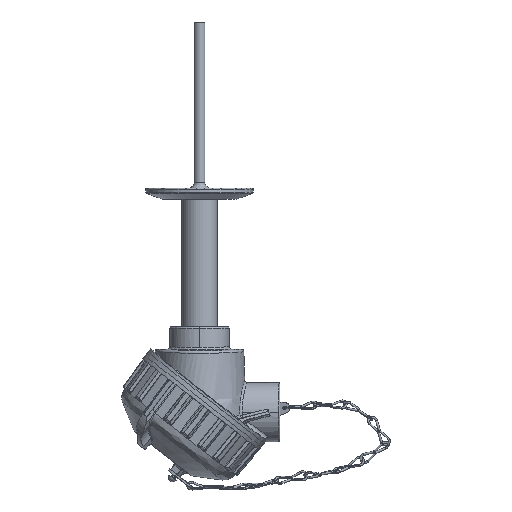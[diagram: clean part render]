
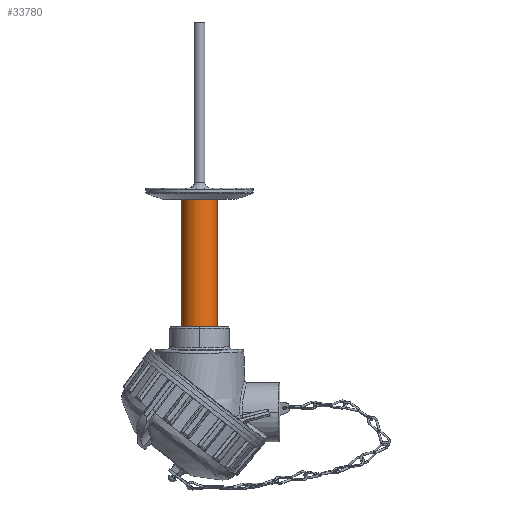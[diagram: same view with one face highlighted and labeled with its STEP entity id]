
A CAD part, left-side view. The second image highlights one B-rep face of the part: STEP entity #33780.
In plain terms, the highlighted cylindrical face has radius 10.389 mm (diameter 20.777 mm), a partial arc.
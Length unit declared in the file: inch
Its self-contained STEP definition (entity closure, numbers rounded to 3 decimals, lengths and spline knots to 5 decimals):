
#394 = LINE ( 'NONE', #15367, #63317 ) ;
#2215 = VERTEX_POINT ( 'NONE', #57573 ) ;
#3159 = EDGE_CURVE ( 'NONE', #36014, #15953, #394, .T. ) ;
#6813 = EDGE_LOOP ( 'NONE', ( #16272, #28791, #23539, #12613, #13518 ) ) ;
#8231 = DIRECTION ( 'NONE',  ( 0., 0., -1. ) ) ;
#9212 = AXIS2_PLACEMENT_3D ( 'NONE', #30227, #8231, #67442 ) ;
#10467 = EDGE_CURVE ( 'NONE', #2215, #60010, #63272, .T. ) ;
#12613 = ORIENTED_EDGE ( 'NONE', *, *, #3159, .T. ) ;
#13126 = VERTEX_POINT ( 'NONE', #46339 ) ;
#13518 = ORIENTED_EDGE ( 'NONE', *, *, #63535, .T. ) ;
#14782 = CIRCLE ( 'NONE', #9212, 0.409 ) ;
#15367 = CARTESIAN_POINT ( 'NONE',  ( 0., -0.409, -1.805 ) ) ;
#15953 = VERTEX_POINT ( 'NONE', #65977 ) ;
#16272 = ORIENTED_EDGE ( 'NONE', *, *, #10467, .F. ) ;
#16925 = DIRECTION ( 'NONE',  ( 0., 0., 1. ) ) ;
#18850 = AXIS2_PLACEMENT_3D ( 'NONE', #50880, #45310, #18851 ) ;
#18851 = DIRECTION ( 'NONE',  ( 0., -1., 0. ) ) ;
#21148 = DIRECTION ( 'NONE',  ( 0., 0., 1. ) ) ;
#23539 = ORIENTED_EDGE ( 'NONE', *, *, #30428, .T. ) ;
#27730 = AXIS2_PLACEMENT_3D ( 'NONE', #43072, #16925, #48276 ) ;
#28791 = ORIENTED_EDGE ( 'NONE', *, *, #53718, .T. ) ;
#30227 = CARTESIAN_POINT ( 'NONE',  ( 0., 0., -0.25 ) ) ;
#30428 = EDGE_CURVE ( 'NONE', #13126, #36014, #42166, .T. ) ;
#33780 = ADVANCED_FACE ( 'NONE', ( #64638 ), #53833, .T. ) ;
#36014 = VERTEX_POINT ( 'NONE', #37696 ) ;
#37696 = CARTESIAN_POINT ( 'NONE',  ( 0., -0.409, -3.36 ) ) ;
#42166 = CIRCLE ( 'NONE', #18850, 0.409 ) ;
#43072 = CARTESIAN_POINT ( 'NONE',  ( 0., 0., -1.805 ) ) ;
#45310 = DIRECTION ( 'NONE',  ( 0., 0., 1. ) ) ;
#46339 = CARTESIAN_POINT ( 'NONE',  ( -0.409, 0., -3.36 ) ) ;
#48276 = DIRECTION ( 'NONE',  ( 0., -1., 0. ) ) ;
#49656 = VECTOR ( 'NONE', #21148, 39.37008 ) ;
#50880 = CARTESIAN_POINT ( 'NONE',  ( 0., 0., -3.36 ) ) ;
#52624 = DIRECTION ( 'NONE',  ( 0., 0., 1. ) ) ;
#53169 = CARTESIAN_POINT ( 'NONE',  ( 0., 0.409, -1.805 ) ) ;
#53718 = EDGE_CURVE ( 'NONE', #2215, #13126, #55146, .T. ) ;
#53833 = CYLINDRICAL_SURFACE ( 'NONE', #27730, 0.409 ) ;
#55146 = CIRCLE ( 'NONE', #59599, 0.409 ) ;
#56266 = DIRECTION ( 'NONE',  ( 0., -1., 0. ) ) ;
#57573 = CARTESIAN_POINT ( 'NONE',  ( 0., 0.409, -3.36 ) ) ;
#58037 = CARTESIAN_POINT ( 'NONE',  ( 0., 0.409, -0.25 ) ) ;
#59599 = AXIS2_PLACEMENT_3D ( 'NONE', #68089, #62512, #56266 ) ;
#60010 = VERTEX_POINT ( 'NONE', #58037 ) ;
#62512 = DIRECTION ( 'NONE',  ( 0., 0., 1. ) ) ;
#63272 = LINE ( 'NONE', #53169, #49656 ) ;
#63317 = VECTOR ( 'NONE', #52624, 39.37008 ) ;
#63535 = EDGE_CURVE ( 'NONE', #15953, #60010, #14782, .T. ) ;
#64638 = FACE_OUTER_BOUND ( 'NONE', #6813, .T. ) ;
#65977 = CARTESIAN_POINT ( 'NONE',  ( 0., -0.409, -0.25 ) ) ;
#67442 = DIRECTION ( 'NONE',  ( 0., -1., 0. ) ) ;
#68089 = CARTESIAN_POINT ( 'NONE',  ( 0., 0., -3.36 ) ) ;
